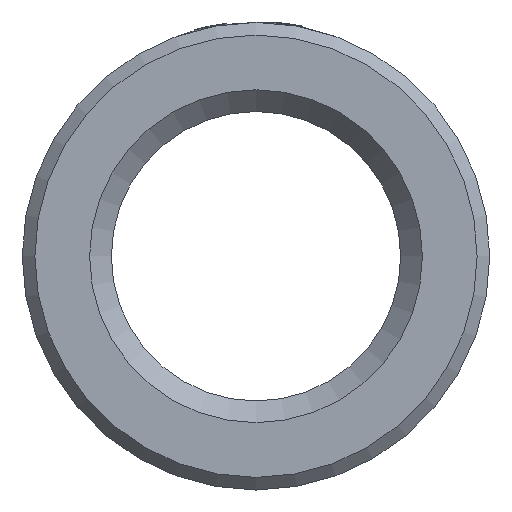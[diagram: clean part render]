
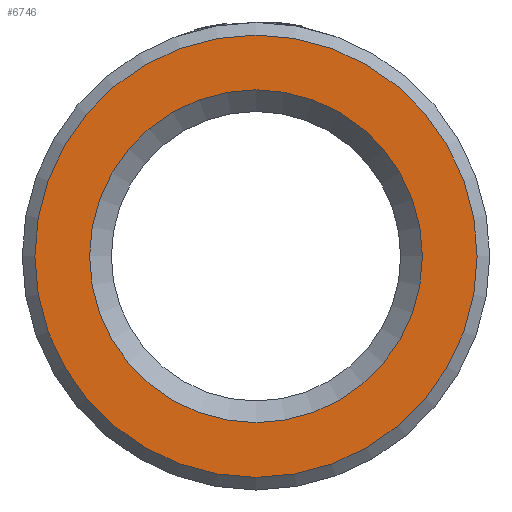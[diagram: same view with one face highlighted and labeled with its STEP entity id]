
A CAD part, left-side view. The second image highlights one B-rep face of the part: STEP entity #6746.
In plain terms, the highlighted planar face has unit normal (-1, 0, 0).
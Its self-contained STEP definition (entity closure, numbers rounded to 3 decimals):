
#150 = PLANE ( 'NONE',  #8994 ) ;
#206 = CARTESIAN_POINT ( 'NONE',  ( 0., 0., 0. ) ) ;
#444 = DIRECTION ( 'NONE',  ( 1., 0., 0. ) ) ;
#1388 = DIRECTION ( 'NONE',  ( 0., 0., -1. ) ) ;
#3034 = CARTESIAN_POINT ( 'NONE',  ( 0., 0., 0. ) ) ;
#3645 = FACE_BOUND ( 'NONE', #10266, .T. ) ;
#3659 = CIRCLE ( 'NONE', #9940, 8.75 ) ;
#4874 = VERTEX_POINT ( 'NONE', #9892 ) ;
#5005 = EDGE_CURVE ( 'NONE', #10741, #10741, #10227, .T. ) ;
#5286 = DIRECTION ( 'NONE',  ( 0., 0., -1. ) ) ;
#5370 = AXIS2_PLACEMENT_3D ( 'NONE', #3034, #444, #1388 ) ;
#6746 = ADVANCED_FACE ( 'NONE', ( #7961, #3645 ), #150, .F. ) ;
#6969 = DIRECTION ( 'NONE',  ( -1., 0., 0. ) ) ;
#7961 = FACE_OUTER_BOUND ( 'NONE', #9405, .T. ) ;
#8129 = CARTESIAN_POINT ( 'NONE',  ( 0., 0., -6.585 ) ) ;
#8810 = DIRECTION ( 'NONE',  ( 0., 0., -1. ) ) ;
#8819 = CARTESIAN_POINT ( 'NONE',  ( 0., 0., 0. ) ) ;
#8994 = AXIS2_PLACEMENT_3D ( 'NONE', #206, #9572, #8810 ) ;
#9405 = EDGE_LOOP ( 'NONE', ( #9462 ) ) ;
#9462 = ORIENTED_EDGE ( 'NONE', *, *, #11085, .T. ) ;
#9572 = DIRECTION ( 'NONE',  ( 1., 0., 0. ) ) ;
#9892 = CARTESIAN_POINT ( 'NONE',  ( 0., 0., -8.75 ) ) ;
#9940 = AXIS2_PLACEMENT_3D ( 'NONE', #8819, #6969, #5286 ) ;
#9989 = ORIENTED_EDGE ( 'NONE', *, *, #5005, .T. ) ;
#10227 = CIRCLE ( 'NONE', #5370, 6.585 ) ;
#10266 = EDGE_LOOP ( 'NONE', ( #9989 ) ) ;
#10741 = VERTEX_POINT ( 'NONE', #8129 ) ;
#11085 = EDGE_CURVE ( 'NONE', #4874, #4874, #3659, .T. ) ;
